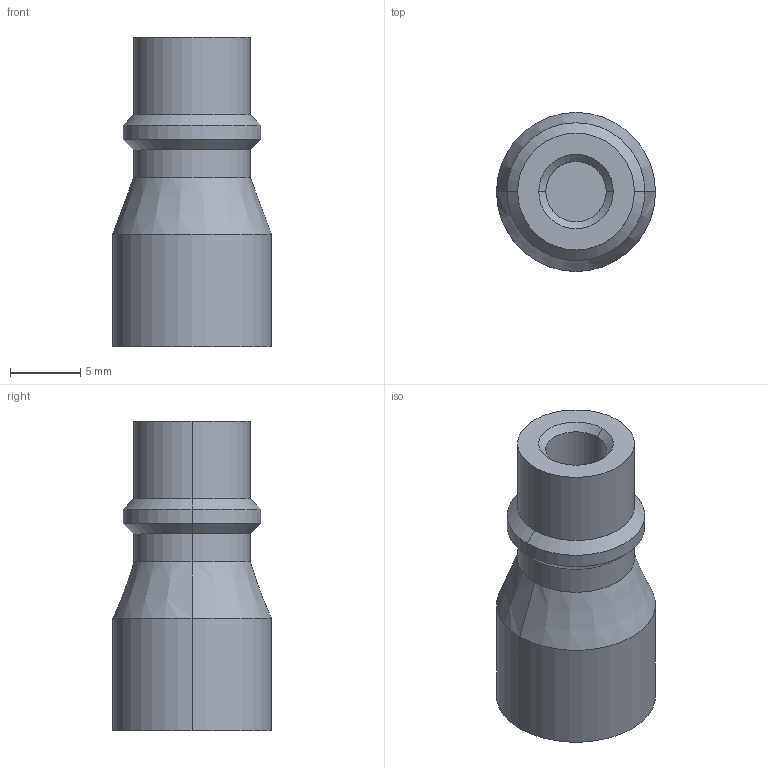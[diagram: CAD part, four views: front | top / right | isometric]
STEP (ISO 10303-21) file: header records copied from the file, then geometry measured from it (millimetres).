
FILE_DESCRIPTION (( 'STEP AP214' ), '1' );
FILE_NAME ('Bearing Shaft Coupler.STEP', '2014-02-23T20:36:39', ( '' ), ( '' ), 'SwSTEP 2.0', 'SolidWorks 2011', '' );
FILE_SCHEMA (( 'AUTOMOTIVE_DESIGN' ));
Length unit declared in the file: millimetre
Products named in the file (1): Bearing Shaft Coupler
Bounding box: 11.3 x 11.3 x 22 mm (x, y, z)
Volume: 1155.2 mm3; surface area: 1178.7 mm2
Topology: 1 solids, 1 shells, 28 faces, 54 edges, 30 vertices
Faces by surface type: cone 12, cylinder 12, plane 4
Entity records: 738 total; most frequent: DIRECTION 142, CARTESIAN_POINT 113, ORIENTED_EDGE 108, AXIS2_PLACEMENT_3D 59, EDGE_CURVE 54, CIRCLE 30, EDGE_LOOP 30, VERTEX_POINT 30
